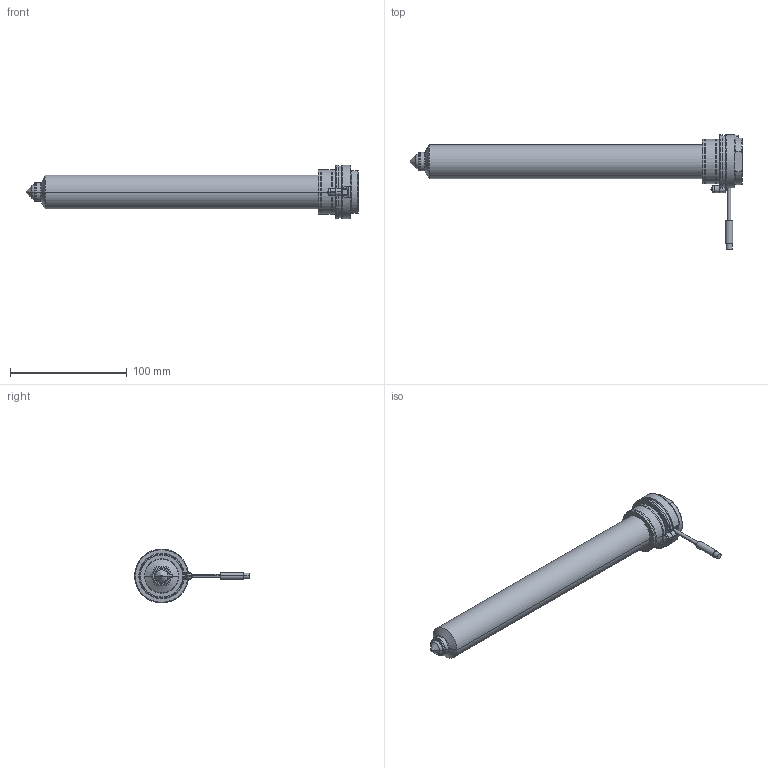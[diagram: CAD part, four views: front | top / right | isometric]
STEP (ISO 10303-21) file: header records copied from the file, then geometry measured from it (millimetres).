
FILE_DESCRIPTION (( 'STEP AP214' ), '1' );
FILE_NAME ('29x265 - dysza - 29265-00.STEP', '2017-05-29T09:03:20', ( '' ), ( '' ), 'SwSTEP 2.0', 'SolidWorks 2016', '' );
FILE_SCHEMA (( 'AUTOMOTIVE_DESIGN' ));
Length unit declared in the file: millimetre
Products named in the file (3): 29x265 - komora 29x265_Komora Standard; 29x265 - dysza - 29265-00; 29x265 - korpus - 29265-02
Assembly tree (2 placements, depth 2):
  29x265 - dysza - 29265-00
    29x265 - korpus - 29265-02
    29x265 - komora 29x265_Komora Standard
Bounding box: 284 x 98 x 45.99 mm (x, y, z)
Volume: 276474.6 mm3; surface area: 71083.5 mm2
Topology: 5 solids, 9 shells, 304 faces, 777 edges, 489 vertices
Faces by surface type: cylinder 105, torus 69, cone 57, plane 49, bspline 14, sphere 10
Entity records: 17304 total; most frequent: CARTESIAN_POINT 9964, ORIENTED_EDGE 1542, DIRECTION 1510, EDGE_CURVE 771, AXIS2_PLACEMENT_3D 650, VERTEX_POINT 489, CIRCLE 355, EDGE_LOOP 326
